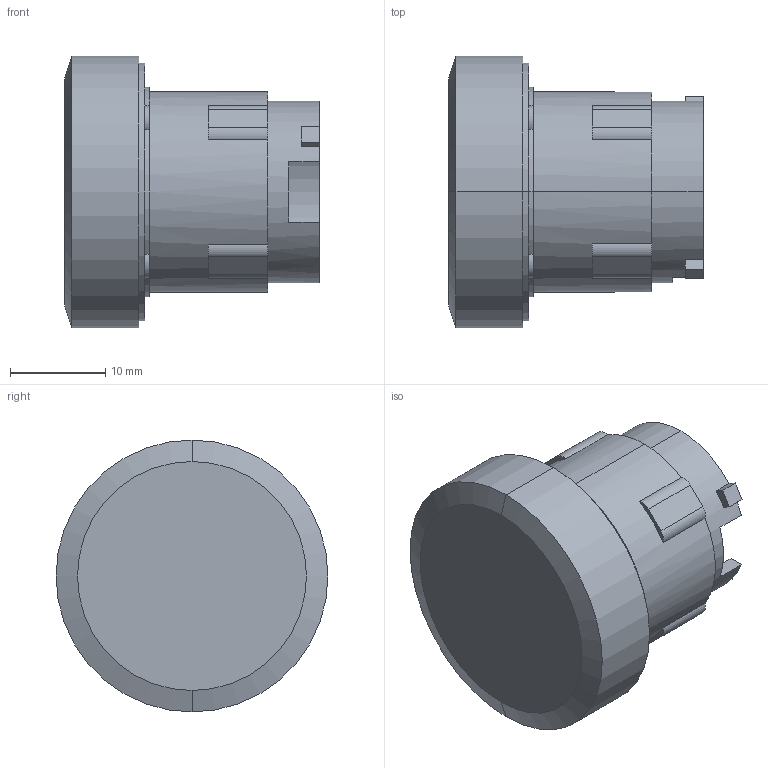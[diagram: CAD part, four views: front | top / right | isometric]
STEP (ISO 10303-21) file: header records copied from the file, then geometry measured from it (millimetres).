
FILE_DESCRIPTION(('starvars output'),'2;1');
FILE_NAME('ZB4BA27_3D.stp','11:45:59 2020/03/31',( 'Thomas Industrial Network Germany GmbH'),( 'Thomas Industrial Network Germany GmbH'),'unknown preprocess','ACIS' ,'unknown authorization');
FILE_SCHEMA(('AUTOMOTIVE_DESIGN_CC2 {UNKNOWN IMPLEMENTATION LEVEL}'));
Length unit declared in the file: millimetre
Products named in the file (1): PRODUCT_ID_89
Bounding box: 26.65 x 28.5 x 28.5 mm (x, y, z)
Volume: 10386.3 mm3; surface area: 3373.2 mm2
Topology: 1 solids, 1 shells, 56 faces, 148 edges, 98 vertices
Faces by surface type: cylinder 28, plane 26, cone 2
Entity records: 2065 total; most frequent: ORIENTED_EDGE 296, CARTESIAN_POINT 254, DIRECTION 242, EDGE_CURVE 148, VERTEX_POINT 98, AXIS2_PLACEMENT_3D 86, VECTOR 70, LINE 70
